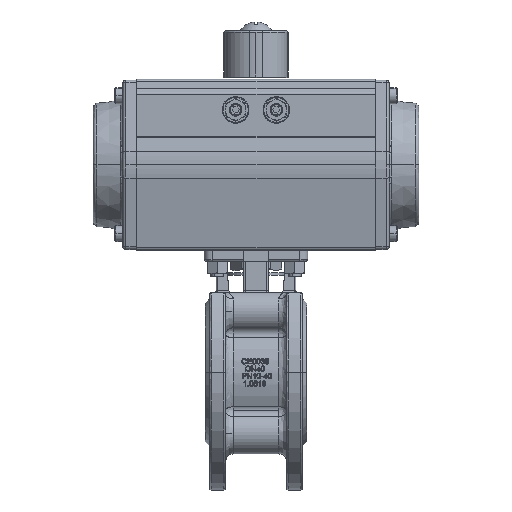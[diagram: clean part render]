
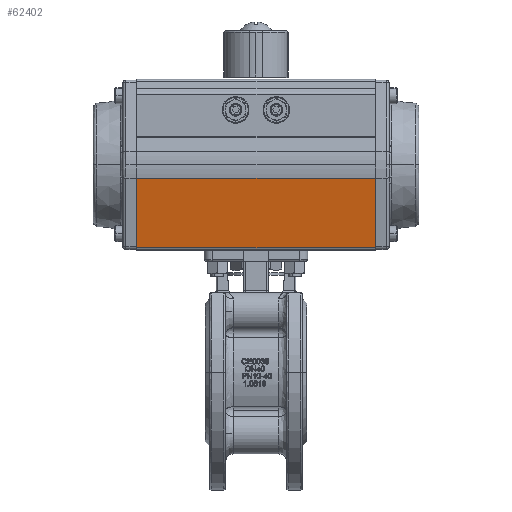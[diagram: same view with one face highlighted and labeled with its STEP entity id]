
A CAD part, top view. The second image highlights one B-rep face of the part: STEP entity #62402.
In plain terms, the highlighted planar face has unit normal (0, 0.186, -0.983).
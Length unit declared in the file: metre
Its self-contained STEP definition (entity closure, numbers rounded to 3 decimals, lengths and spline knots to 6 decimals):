
#442 = EDGE_LOOP ( 'NONE', ( #2014, #30753, #88062, #18147 ) ) ;
#985 = DIRECTION ( 'NONE',  ( 1., 0., 0. ) ) ;
#2014 = ORIENTED_EDGE ( 'NONE', *, *, #77103, .T. ) ;
#5984 = CARTESIAN_POINT ( 'NONE',  ( 0.102207, 0.112321, 0.199197 ) ) ;
#7663 = LINE ( 'NONE', #56994, #64185 ) ;
#9708 = EDGE_CURVE ( 'NONE', #38206, #43172, #29920, .T. ) ;
#9976 = CARTESIAN_POINT ( 'NONE',  ( 0.102207, 0.068005, 0.190808 ) ) ;
#11659 = LINE ( 'NONE', #72373, #51620 ) ;
#12452 = VECTOR ( 'NONE', #16268, 1. ) ;
#15015 = LINE ( 'NONE', #36335, #64697 ) ;
#16268 = DIRECTION ( 'NONE',  ( 0., -0.983, -0.186 ) ) ;
#18147 = ORIENTED_EDGE ( 'NONE', *, *, #9708, .T. ) ;
#18833 = DIRECTION ( 'NONE',  ( 0., -0.983, -0.186 ) ) ;
#26122 = FACE_OUTER_BOUND ( 'NONE', #442, .T. ) ;
#29920 = LINE ( 'NONE', #9976, #12452 ) ;
#30351 = CARTESIAN_POINT ( 'NONE',  ( -0.049793, 0.068005, 0.190808 ) ) ;
#30753 = ORIENTED_EDGE ( 'NONE', *, *, #76628, .T. ) ;
#32477 = PLANE ( 'NONE',  #45230 ) ;
#34474 = CARTESIAN_POINT ( 'NONE',  ( -0.049793, 0.112321, 0.199197 ) ) ;
#35314 = DIRECTION ( 'NONE',  ( 0., 0.983, 0.186 ) ) ;
#36335 = CARTESIAN_POINT ( 'NONE',  ( 0.102207, 0.112321, 0.199197 ) ) ;
#38206 = VERTEX_POINT ( 'NONE', #5984 ) ;
#42219 = CARTESIAN_POINT ( 'NONE',  ( 0.102207, 0.068005, 0.190808 ) ) ;
#43172 = VERTEX_POINT ( 'NONE', #42219 ) ;
#45230 = AXIS2_PLACEMENT_3D ( 'NONE', #81317, #61427, #18833 ) ;
#51620 = VECTOR ( 'NONE', #59254, 1. ) ;
#56994 = CARTESIAN_POINT ( 'NONE',  ( -0.049793, 0.068005, 0.190808 ) ) ;
#57194 = EDGE_CURVE ( 'NONE', #79018, #38206, #15015, .T. ) ;
#59254 = DIRECTION ( 'NONE',  ( -1., 0., 0. ) ) ;
#61427 = DIRECTION ( 'NONE',  ( 0., 0.186, -0.983 ) ) ;
#62402 = ADVANCED_FACE ( 'NONE', ( #26122 ), #32477, .T. ) ;
#64185 = VECTOR ( 'NONE', #35314, 1. ) ;
#64697 = VECTOR ( 'NONE', #985, 1. ) ;
#67722 = VERTEX_POINT ( 'NONE', #30351 ) ;
#72373 = CARTESIAN_POINT ( 'NONE',  ( 0.102207, 0.068005, 0.190808 ) ) ;
#76628 = EDGE_CURVE ( 'NONE', #67722, #79018, #7663, .T. ) ;
#77103 = EDGE_CURVE ( 'NONE', #43172, #67722, #11659, .T. ) ;
#79018 = VERTEX_POINT ( 'NONE', #34474 ) ;
#81317 = CARTESIAN_POINT ( 'NONE',  ( 0.102207, 0.068005, 0.190808 ) ) ;
#88062 = ORIENTED_EDGE ( 'NONE', *, *, #57194, .T. ) ;
